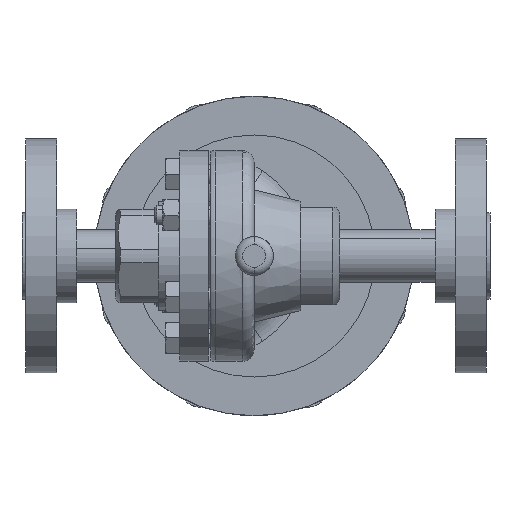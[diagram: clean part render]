
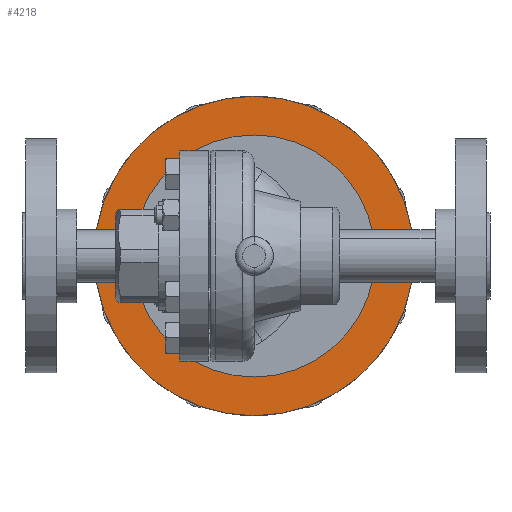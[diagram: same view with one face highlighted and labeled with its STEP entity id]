
A CAD part, front view. The second image highlights one B-rep face of the part: STEP entity #4218.
In plain terms, the highlighted planar face has unit normal (0, -1, 0).
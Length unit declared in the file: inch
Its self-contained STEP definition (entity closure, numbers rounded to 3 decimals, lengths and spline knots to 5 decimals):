
#17 = CIRCLE ( 'NONE', #860, 2.56 ) ;
#500 = CARTESIAN_POINT ( 'NONE',  ( 0., 2.05, 0. ) ) ;
#695 = DIRECTION ( 'NONE',  ( 0., 1., 0. ) ) ;
#709 = DIRECTION ( 'NONE',  ( 0., 0., 1. ) ) ;
#738 = DIRECTION ( 'NONE',  ( 0., 0., -1. ) ) ;
#860 = AXIS2_PLACEMENT_3D ( 'NONE', #13999, #695, #13893 ) ;
#866 = ORIENTED_EDGE ( 'NONE', *, *, #3329, .F. ) ;
#1225 = FACE_OUTER_BOUND ( 'NONE', #3733, .T. ) ;
#1709 = PLANE ( 'NONE',  #6329 ) ;
#2321 = CARTESIAN_POINT ( 'NONE',  ( 0., 2.05, 2.56 ) ) ;
#2419 = ORIENTED_EDGE ( 'NONE', *, *, #6875, .F. ) ;
#3183 = VERTEX_POINT ( 'NONE', #2321 ) ;
#3329 = EDGE_CURVE ( 'NONE', #5639, #7790, #11867, .T. ) ;
#3733 = EDGE_LOOP ( 'NONE', ( #7476, #13418 ) ) ;
#4047 = DIRECTION ( 'NONE',  ( 0., 0., -1. ) ) ;
#4218 = ADVANCED_FACE ( 'NONE', ( #9394, #1225 ), #1709, .F. ) ;
#4483 = CARTESIAN_POINT ( 'NONE',  ( 0., 2.05, 0. ) ) ;
#5541 = CIRCLE ( 'NONE', #12341, 2.56 ) ;
#5639 = VERTEX_POINT ( 'NONE', #9973 ) ;
#5747 = DIRECTION ( 'NONE',  ( 0., -1., 0. ) ) ;
#6027 = VERTEX_POINT ( 'NONE', #7593 ) ;
#6279 = EDGE_CURVE ( 'NONE', #3183, #6027, #5541, .T. ) ;
#6329 = AXIS2_PLACEMENT_3D ( 'NONE', #6634, #7646, #9023 ) ;
#6634 = CARTESIAN_POINT ( 'NONE',  ( -2.565, 2.05, 0. ) ) ;
#6734 = CARTESIAN_POINT ( 'NONE',  ( 0., 2.05, 0. ) ) ;
#6875 = EDGE_CURVE ( 'NONE', #7790, #5639, #9906, .T. ) ;
#7476 = ORIENTED_EDGE ( 'NONE', *, *, #8809, .F. ) ;
#7593 = CARTESIAN_POINT ( 'NONE',  ( 0., 2.05, -2.56 ) ) ;
#7646 = DIRECTION ( 'NONE',  ( 0., 1., 0. ) ) ;
#7790 = VERTEX_POINT ( 'NONE', #15634 ) ;
#8809 = EDGE_CURVE ( 'NONE', #6027, #3183, #17, .T. ) ;
#9023 = DIRECTION ( 'NONE',  ( 0., 0., 1. ) ) ;
#9024 = DIRECTION ( 'NONE',  ( 0., -1., 0. ) ) ;
#9394 = FACE_BOUND ( 'NONE', #15138, .T. ) ;
#9906 = CIRCLE ( 'NONE', #14650, 1.94 ) ;
#9973 = CARTESIAN_POINT ( 'NONE',  ( 0., 2.05, -1.94 ) ) ;
#11272 = AXIS2_PLACEMENT_3D ( 'NONE', #500, #9024, #4047 ) ;
#11867 = CIRCLE ( 'NONE', #11272, 1.94 ) ;
#12341 = AXIS2_PLACEMENT_3D ( 'NONE', #6734, #15185, #709 ) ;
#13418 = ORIENTED_EDGE ( 'NONE', *, *, #6279, .F. ) ;
#13893 = DIRECTION ( 'NONE',  ( 0., 0., 1. ) ) ;
#13999 = CARTESIAN_POINT ( 'NONE',  ( 0., 2.05, 0. ) ) ;
#14650 = AXIS2_PLACEMENT_3D ( 'NONE', #4483, #5747, #738 ) ;
#15138 = EDGE_LOOP ( 'NONE', ( #866, #2419 ) ) ;
#15185 = DIRECTION ( 'NONE',  ( 0., 1., 0. ) ) ;
#15634 = CARTESIAN_POINT ( 'NONE',  ( 0., 2.05, 1.94 ) ) ;
